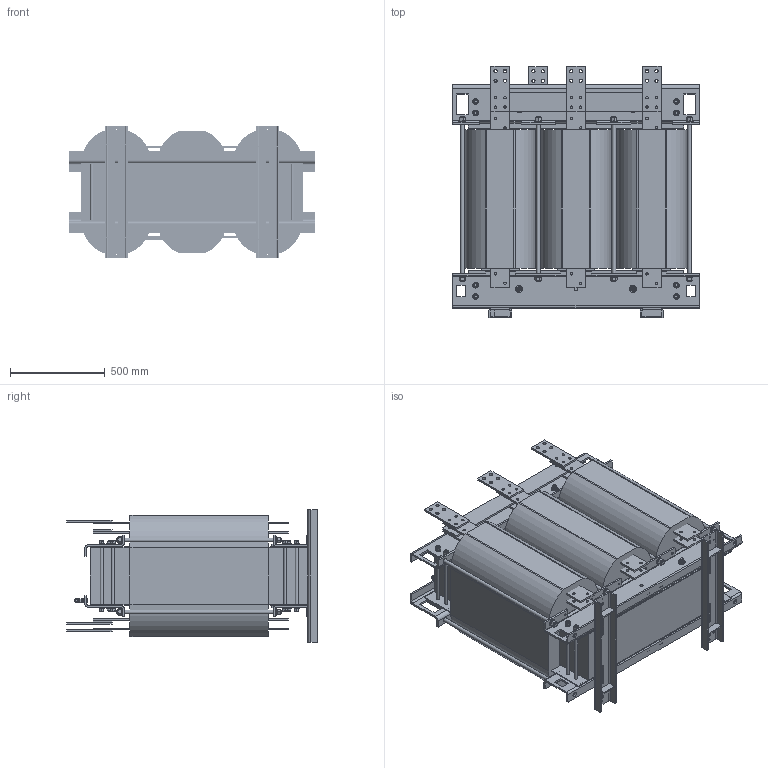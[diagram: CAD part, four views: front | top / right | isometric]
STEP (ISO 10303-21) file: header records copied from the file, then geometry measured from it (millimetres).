
FILE_DESCRIPTION(/* description */ (''),/* implementation_level */ '2;1');
FILE_NAME(/* name */ 'TTX800_V01.stp',/* time_stamp */ '2023-12-05T08:08:33+01:00',/* author */ ('ops'),/* organization */ (''),/* preprocessor_version */ 'ST-DEVELOPER v16.13',/* originating_system */ 'Autodesk Inventor 2018',/* authorisation */ '');
FILE_SCHEMA (('AUTOMOTIVE_DESIGN { 1 0 10303 214 3 1 1 }'));
Products named in the file (1): TTX800_V01
Bounding box: 1300 x 1325 x 700 mm (x, y, z)
Volume: 634638660.2 mm3; surface area: 21021199.6 mm2
Topology: 195 solids, 195 shells, 2038 faces, 4780 edges, 3130 vertices
Faces by surface type: plane 1118, cylinder 660, cone 180, torus 80
Full cylindrical faces by diameter (mm): 3.5 x8, 7 x8, 10.106 x11, 11 x24, 11.053 x1, 12 x5, 13 x131, 13.835 x16, 15 x10, 16 x8, 17 x96, 17.2 x1, 17.294 x16, 18 x4, 20 x8, 21 x16, 22 x24, 24 x11, 25 x24, 30 x16, 37 x24
Entity records: 58246 total; most frequent: CARTESIAN_POINT 11563, DIRECTION 9190, ORIENTED_EDGE 8042, EDGE_CURVE 4021, AXIS2_PLACEMENT_3D 3818, EDGE_LOOP 3482, VERTEX_POINT 3007, FACE_OUTER_BOUND 2038
